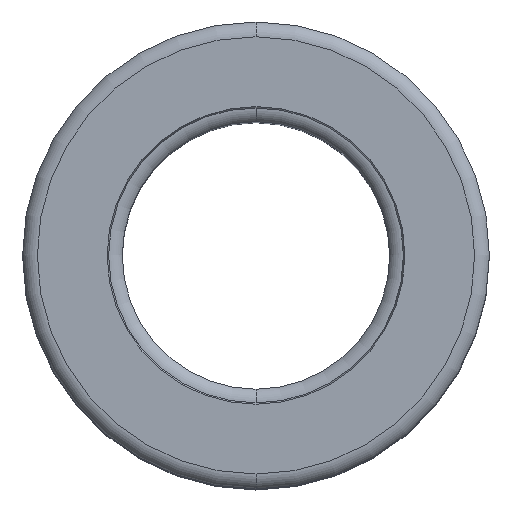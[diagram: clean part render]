
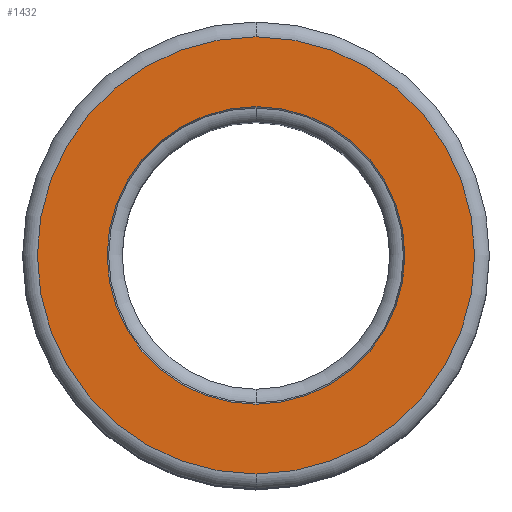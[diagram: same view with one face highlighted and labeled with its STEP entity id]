
A CAD part, top view. The second image highlights one B-rep face of the part: STEP entity #1432.
In plain terms, the highlighted planar face has unit normal (0, 0, 1).
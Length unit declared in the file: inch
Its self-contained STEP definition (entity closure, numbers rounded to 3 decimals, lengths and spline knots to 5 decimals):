
#187 = DIRECTION ( 'NONE',  ( 0., 0., -1. ) ) ;
#387 = EDGE_CURVE ( 'NONE', #683, #1969, #773, .T. ) ;
#407 = DIRECTION ( 'NONE',  ( 0., -1., 0. ) ) ;
#445 = VERTEX_POINT ( 'NONE', #1896 ) ;
#507 = EDGE_CURVE ( 'NONE', #2063, #445, #2058, .T. ) ;
#509 = ORIENTED_EDGE ( 'NONE', *, *, #387, .F. ) ;
#597 = EDGE_CURVE ( 'NONE', #1969, #683, #2026, .T. ) ;
#646 = CARTESIAN_POINT ( 'NONE',  ( 0., 0., 0.62125 ) ) ;
#683 = VERTEX_POINT ( 'NONE', #873 ) ;
#773 = CIRCLE ( 'NONE', #1976, 0.40937 ) ;
#790 = PLANE ( 'NONE',  #1759 ) ;
#873 = CARTESIAN_POINT ( 'NONE',  ( 0., 0.40937, 0.62125 ) ) ;
#883 = CARTESIAN_POINT ( 'NONE',  ( 0.27868, 0., 0.62125 ) ) ;
#952 = CARTESIAN_POINT ( 'NONE',  ( 0., 0.40937, 0.62125 ) ) ;
#961 = AXIS2_PLACEMENT_3D ( 'NONE', #1085, #2709, #1813 ) ;
#1064 = ORIENTED_EDGE ( 'NONE', *, *, #2043, .T. ) ;
#1085 = CARTESIAN_POINT ( 'NONE',  ( 0., 0., 0.62125 ) ) ;
#1109 = CIRCLE ( 'NONE', #961, 0.27868 ) ;
#1115 = DIRECTION ( 'NONE',  ( 0., 0., -1. ) ) ;
#1199 = AXIS2_PLACEMENT_3D ( 'NONE', #646, #2496, #1805 ) ;
#1207 = DIRECTION ( 'NONE',  ( 0., 0., -1. ) ) ;
#1316 = CARTESIAN_POINT ( 'NONE',  ( 0., 0., 0.62125 ) ) ;
#1431 = FACE_OUTER_BOUND ( 'NONE', #2488, .T. ) ;
#1432 = ADVANCED_FACE ( 'NONE', ( #1490, #1431 ), #790, .F. ) ;
#1444 = CARTESIAN_POINT ( 'NONE',  ( 0., 0., 0.62125 ) ) ;
#1490 = FACE_BOUND ( 'NONE', #1875, .T. ) ;
#1599 = ORIENTED_EDGE ( 'NONE', *, *, #597, .F. ) ;
#1756 = CARTESIAN_POINT ( 'NONE',  ( 0., -0.40938, 0.62125 ) ) ;
#1759 = AXIS2_PLACEMENT_3D ( 'NONE', #952, #1115, #1812 ) ;
#1805 = DIRECTION ( 'NONE',  ( 0., 1., 0. ) ) ;
#1812 = DIRECTION ( 'NONE',  ( 0., 1., 0. ) ) ;
#1813 = DIRECTION ( 'NONE',  ( 0., -1., 0. ) ) ;
#1875 = EDGE_LOOP ( 'NONE', ( #1936, #1064 ) ) ;
#1896 = CARTESIAN_POINT ( 'NONE',  ( -0.27868, 0., 0.62125 ) ) ;
#1936 = ORIENTED_EDGE ( 'NONE', *, *, #507, .T. ) ;
#1969 = VERTEX_POINT ( 'NONE', #1756 ) ;
#1976 = AXIS2_PLACEMENT_3D ( 'NONE', #1444, #1207, #2816 ) ;
#2026 = CIRCLE ( 'NONE', #1199, 0.40937 ) ;
#2043 = EDGE_CURVE ( 'NONE', #445, #2063, #1109, .T. ) ;
#2058 = CIRCLE ( 'NONE', #2599, 0.27868 ) ;
#2063 = VERTEX_POINT ( 'NONE', #883 ) ;
#2488 = EDGE_LOOP ( 'NONE', ( #509, #1599 ) ) ;
#2496 = DIRECTION ( 'NONE',  ( 0., 0., -1. ) ) ;
#2599 = AXIS2_PLACEMENT_3D ( 'NONE', #1316, #187, #407 ) ;
#2709 = DIRECTION ( 'NONE',  ( 0., 0., -1. ) ) ;
#2816 = DIRECTION ( 'NONE',  ( 0., 1., 0. ) ) ;
